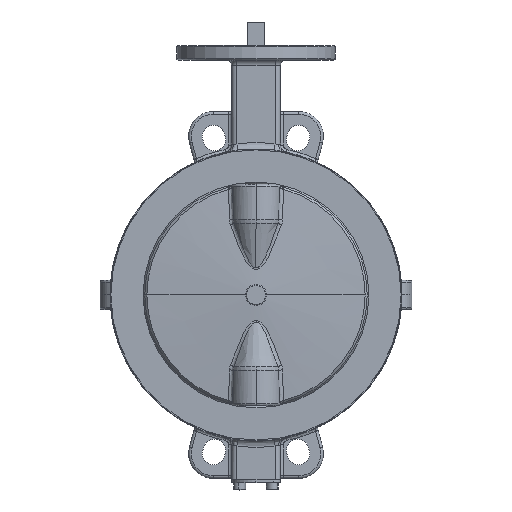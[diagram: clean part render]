
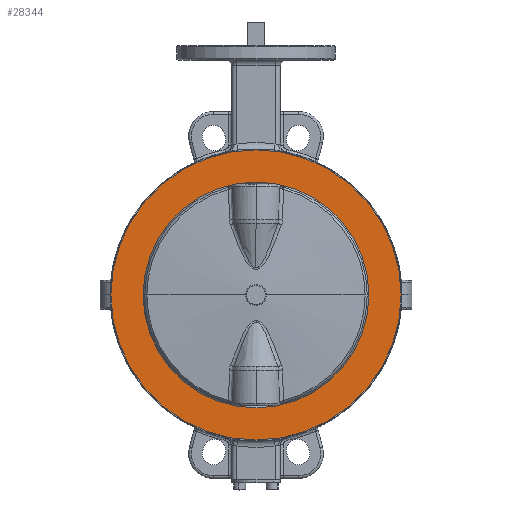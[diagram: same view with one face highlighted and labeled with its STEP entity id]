
A CAD part, top view. The second image highlights one B-rep face of the part: STEP entity #28344.
In plain terms, the highlighted planar face has unit normal (0, 0, 1).
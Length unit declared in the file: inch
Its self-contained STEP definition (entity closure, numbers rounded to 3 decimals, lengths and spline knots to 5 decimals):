
#561 = CIRCLE ( 'NONE', #16740, 4.90157 ) ;
#3163 = EDGE_CURVE ( 'NONE', #15177, #24066, #23973, .T. ) ;
#3812 = CARTESIAN_POINT ( 'NONE',  ( 7.81966, 6.93256, 9.15824 ) ) ;
#3886 = DIRECTION ( 'NONE',  ( 0., 0., -1. ) ) ;
#6226 = ORIENTED_EDGE ( 'NONE', *, *, #25061, .T. ) ;
#7054 = AXIS2_PLACEMENT_3D ( 'NONE', #9718, #3886, #18930 ) ;
#9718 = CARTESIAN_POINT ( 'NONE',  ( 7.81966, 11.83413, 9.15824 ) ) ;
#11238 = PLANE ( 'NONE',  #31411 ) ;
#12417 = ORIENTED_EDGE ( 'NONE', *, *, #18382, .F. ) ;
#13702 = CARTESIAN_POINT ( 'NONE',  ( 7.81966, 16.73571, 9.15824 ) ) ;
#15177 = VERTEX_POINT ( 'NONE', #3812 ) ;
#15566 = DIRECTION ( 'NONE',  ( 0., 0., -1. ) ) ;
#16456 = ORIENTED_EDGE ( 'NONE', *, *, #3163, .T. ) ;
#16740 = AXIS2_PLACEMENT_3D ( 'NONE', #25014, #22245, #31529 ) ;
#17640 = VERTEX_POINT ( 'NONE', #22063 ) ;
#17917 = EDGE_LOOP ( 'NONE', ( #36029, #12417 ) ) ;
#18382 = EDGE_CURVE ( 'NONE', #17640, #24986, #23979, .T. ) ;
#18930 = DIRECTION ( 'NONE',  ( 0., 1., 0. ) ) ;
#20431 = FACE_BOUND ( 'NONE', #33299, .T. ) ;
#20620 = DIRECTION ( 'NONE',  ( 0., 0., -1. ) ) ;
#22063 = CARTESIAN_POINT ( 'NONE',  ( 7.81966, 18.13335, 9.15824 ) ) ;
#22245 = DIRECTION ( 'NONE',  ( 0., 0., -1. ) ) ;
#23189 = CARTESIAN_POINT ( 'NONE',  ( 7.81966, 11.83413, 9.15824 ) ) ;
#23973 = CIRCLE ( 'NONE', #25859, 4.90157 ) ;
#23979 = CIRCLE ( 'NONE', #7054, 6.29921 ) ;
#24066 = VERTEX_POINT ( 'NONE', #13702 ) ;
#24432 = CARTESIAN_POINT ( 'NONE',  ( 7.81966, 11.83413, 9.15824 ) ) ;
#24986 = VERTEX_POINT ( 'NONE', #35075 ) ;
#25014 = CARTESIAN_POINT ( 'NONE',  ( 7.81966, 11.83413, 9.15824 ) ) ;
#25061 = EDGE_CURVE ( 'NONE', #24066, #15177, #561, .T. ) ;
#25859 = AXIS2_PLACEMENT_3D ( 'NONE', #31049, #36723, #34157 ) ;
#26320 = FACE_OUTER_BOUND ( 'NONE', #17917, .T. ) ;
#28344 = ADVANCED_FACE ( 'NONE', ( #26320, #20431 ), #11238, .F. ) ;
#28553 = CIRCLE ( 'NONE', #33581, 6.29921 ) ;
#31049 = CARTESIAN_POINT ( 'NONE',  ( 7.81966, 11.83413, 9.15824 ) ) ;
#31411 = AXIS2_PLACEMENT_3D ( 'NONE', #23189, #20620, #38512 ) ;
#31529 = DIRECTION ( 'NONE',  ( 0., 1., 0. ) ) ;
#33299 = EDGE_LOOP ( 'NONE', ( #16456, #6226 ) ) ;
#33581 = AXIS2_PLACEMENT_3D ( 'NONE', #24432, #15566, #36818 ) ;
#34157 = DIRECTION ( 'NONE',  ( 0., 1., 0. ) ) ;
#35075 = CARTESIAN_POINT ( 'NONE',  ( 7.81966, 5.53492, 9.15824 ) ) ;
#36029 = ORIENTED_EDGE ( 'NONE', *, *, #38613, .F. ) ;
#36723 = DIRECTION ( 'NONE',  ( 0., 0., -1. ) ) ;
#36818 = DIRECTION ( 'NONE',  ( 0., 1., 0. ) ) ;
#38512 = DIRECTION ( 'NONE',  ( 0., 1., 0. ) ) ;
#38613 = EDGE_CURVE ( 'NONE', #24986, #17640, #28553, .T. ) ;
